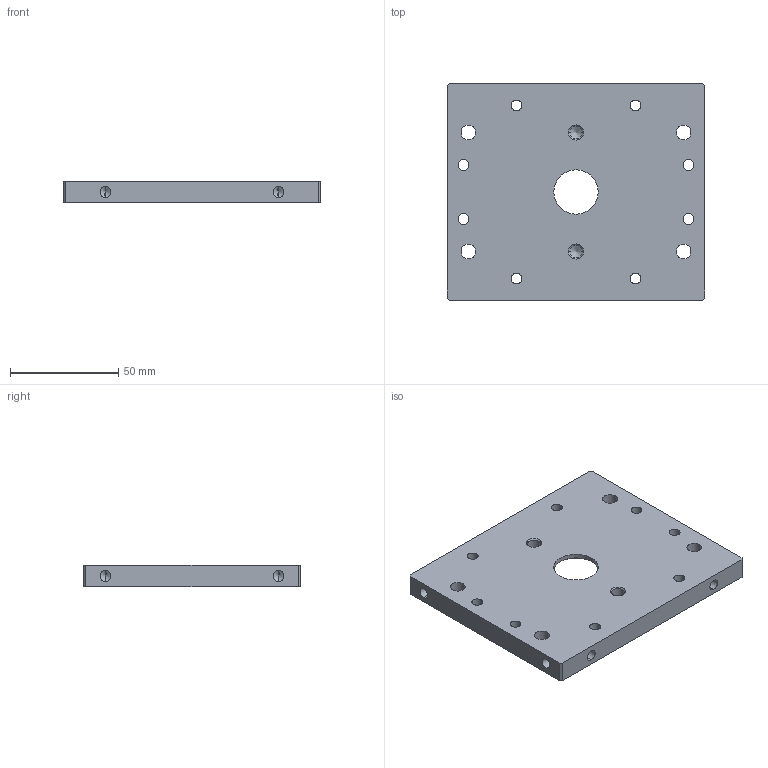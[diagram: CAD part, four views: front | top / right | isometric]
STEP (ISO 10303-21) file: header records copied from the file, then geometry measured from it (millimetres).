
FILE_DESCRIPTION (( 'STEP AP203' ), '1' );
FILE_NAME ('GROG0104-A-ALU-PLAQUE LATERALE DROITE BLOC BROYEUR.STEP', '2024-06-18T10:31:40', ( '' ), ( '' ), 'SwSTEP 2.0', 'SolidWorks 2021', '' );
FILE_SCHEMA (( 'CONFIG_CONTROL_DESIGN' ));
Length unit declared in the file: millimetre
Products named in the file (1): GROG0104-A-ALU-PLAQUE LATERALE DROITE BLOC BROYEUR
Bounding box: 119 x 100 x 10 mm (x, y, z)
Volume: 102730.4 mm3; surface area: 32272.7 mm2
Topology: 1 solids, 1 shells, 86 faces, 222 edges, 130 vertices
Faces by surface type: cylinder 50, cone 24, plane 12
Entity records: 2627 total; most frequent: DIRECTION 480, CARTESIAN_POINT 419, ORIENTED_EDGE 404, EDGE_CURVE 202, AXIS2_PLACEMENT_3D 191, VERTEX_POINT 130, EDGE_LOOP 124, CIRCLE 104
